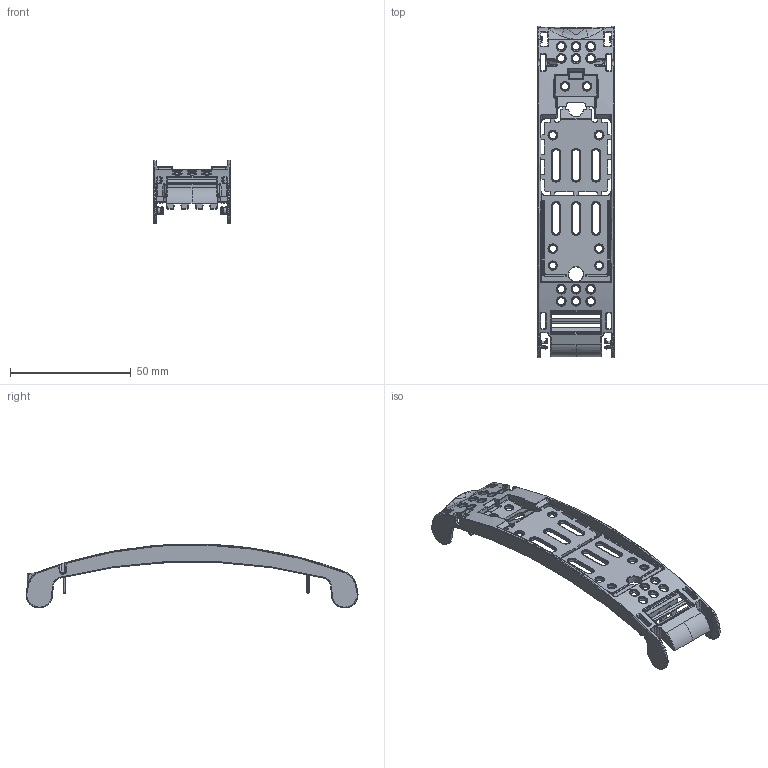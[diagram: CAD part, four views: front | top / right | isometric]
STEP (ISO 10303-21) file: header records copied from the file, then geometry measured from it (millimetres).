
FILE_DESCRIPTION((''),'2;1');
FILE_NAME('004129020_PZP_PT_00-1_ASM','2023-10-24T13:47:28',('klemen.sitar'),('Audax d.o.o.'),'CREO PARAMETRIC BY PTC INC, 2021304','CREO PARAMETRIC BY PTC INC, 2021304','');
FILE_SCHEMA(('AP242_MANAGED_MODEL_BASED_3D_ENGINEERING_MIM_LF { 1 0 10303 442 1 1 4 }'));
Length unit declared in the file: millimetre
Products named in the file (3): PZP_PT00_ETI_1; ASM9802_ASM_1_ASM; 004129020_PZP_PT_00-1_ASM
Assembly tree (2 placements, depth 3):
  004129020_PZP_PT_00-1_ASM
    ASM9802_ASM_1_ASM
      PZP_PT00_ETI_1
Bounding box: 32 x 137.48 x 26.47 mm (x, y, z)
Volume: 8151.3 mm3; surface area: 14044 mm2
Topology: 1 solids, 1 shells, 2342 faces, 5965 edges, 3481 vertices
Faces by surface type: bspline 770, cylinder 669, plane 451, torus 253, cone 110, sphere 80, revolution 7, extrusion 2
Entity records: 126918 total; most frequent: CARTESIAN_POINT 58739, ORIENTED_EDGE 11708, DIRECTION 8467, PRESENTATION_STYLE_ASSIGNMENT 5855, STYLED_ITEM 5855, CURVE_STYLE 5854, EDGE_CURVE 5854, VERTEX_POINT 3479
